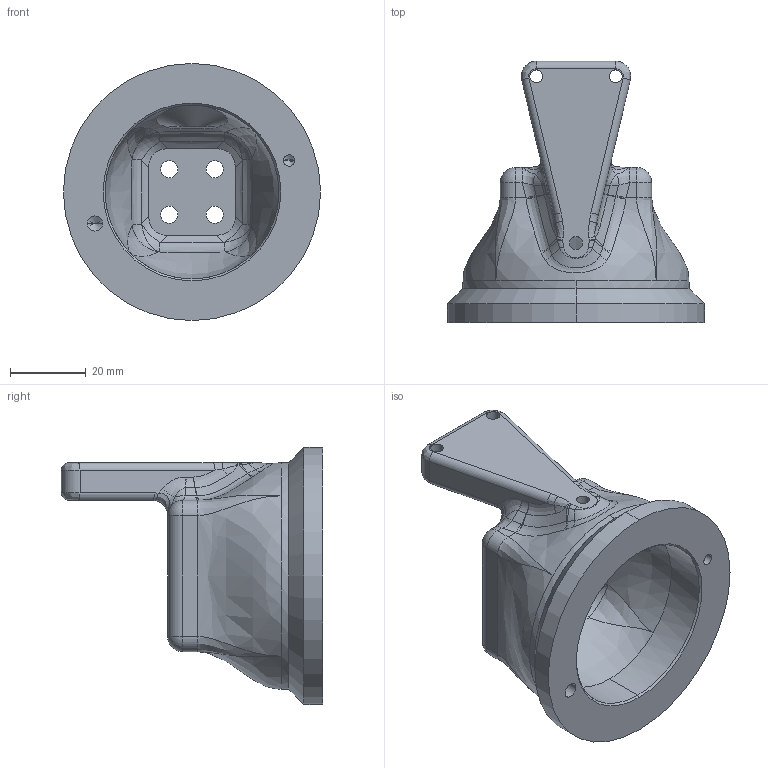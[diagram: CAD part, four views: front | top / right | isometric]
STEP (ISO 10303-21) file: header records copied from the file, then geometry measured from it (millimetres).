
FILE_DESCRIPTION((''),'2;1');
FILE_NAME('E05073339','2022-03-17T19:10:53',('haum'),(''),'CREO PARAMETRIC BY PTC INC, 2021184','CREO PARAMETRIC BY PTC INC, 2021184','');
FILE_SCHEMA(('AUTOMOTIVE_DESIGN { 1 0 10303 214 1 1 1 1 }'));
Length unit declared in the file: millimetre
Products named in the file (1): E05073339
Bounding box: 68 x 69.1 x 68 mm (x, y, z)
Volume: 60907.2 mm3; surface area: 19306.5 mm2
Topology: 1 solids, 1 shells, 174 faces, 391 edges, 220 vertices
Faces by surface type: bspline 81, cylinder 50, sphere 17, plane 16, cone 8, torus 2
Entity records: 24680 total; most frequent: CARTESIAN_POINT 19968, DIRECTION 780, ORIENTED_EDGE 772, EDGE_CURVE 386, AXIS2_PLACEMENT_3D 319, POLYLINE 269, VERTEX_POINT 218, EDGE_LOOP 192
